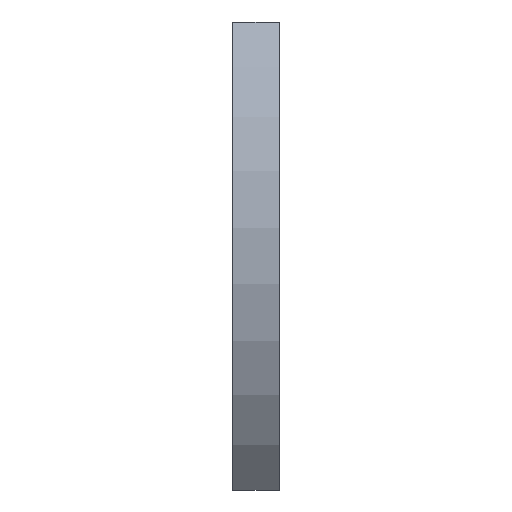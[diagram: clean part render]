
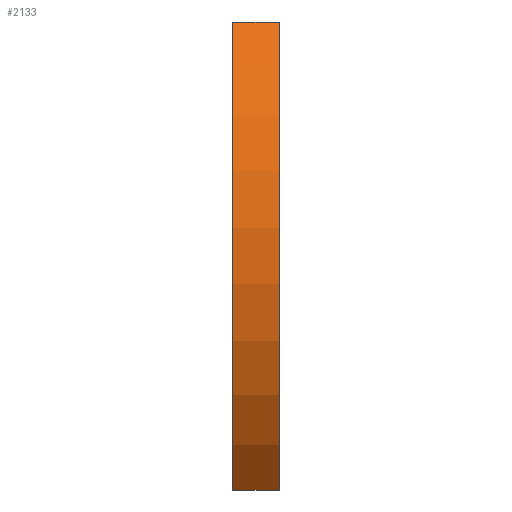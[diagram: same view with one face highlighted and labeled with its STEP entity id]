
A CAD part, left-side view. The second image highlights one B-rep face of the part: STEP entity #2133.
In plain terms, the highlighted cylindrical face has radius 59.363 mm (diameter 118.726 mm), a partial arc.
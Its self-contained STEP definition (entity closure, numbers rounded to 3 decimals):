
#9 = CARTESIAN_POINT ( 'NONE',  ( -0.637, 8., 0. ) ) ;
#105 = ORIENTED_EDGE ( 'NONE', *, *, #1460, .F. ) ;
#863 = VERTEX_POINT ( 'NONE', #4667 ) ;
#1084 = CARTESIAN_POINT ( 'NONE',  ( -0.637, 0., 0. ) ) ;
#1091 = CIRCLE ( 'NONE', #1271, 59.363 ) ;
#1205 = VERTEX_POINT ( 'NONE', #10215 ) ;
#1271 = AXIS2_PLACEMENT_3D ( 'NONE', #9, #5862, #6709 ) ;
#1460 = EDGE_CURVE ( 'NONE', #1205, #6479, #1091, .T. ) ;
#1733 = FACE_OUTER_BOUND ( 'NONE', #9245, .T. ) ;
#1846 = DIRECTION ( 'NONE',  ( 0., 1., 0. ) ) ;
#2133 = ADVANCED_FACE ( 'NONE', ( #1733 ), #8818, .T. ) ;
#2163 = CARTESIAN_POINT ( 'NONE',  ( -44.5, 0., 40. ) ) ;
#2240 = DIRECTION ( 'NONE',  ( 0., -1., 0. ) ) ;
#2449 = CARTESIAN_POINT ( 'NONE',  ( -44.5, 8., 40. ) ) ;
#2697 = LINE ( 'NONE', #9001, #5468 ) ;
#3464 = CARTESIAN_POINT ( 'NONE',  ( -44.5, 8., 40. ) ) ;
#3576 = DIRECTION ( 'NONE',  ( 0., 0., 1. ) ) ;
#3654 = ORIENTED_EDGE ( 'NONE', *, *, #9033, .T. ) ;
#3998 = DIRECTION ( 'NONE',  ( 0., -1., 0. ) ) ;
#4170 = DIRECTION ( 'NONE',  ( 0., -1., 0. ) ) ;
#4667 = CARTESIAN_POINT ( 'NONE',  ( -44.5, 0., -40. ) ) ;
#5468 = VECTOR ( 'NONE', #3998, 1000. ) ;
#5862 = DIRECTION ( 'NONE',  ( 0., 1., 0. ) ) ;
#5979 = VECTOR ( 'NONE', #4170, 1000. ) ;
#6268 = DIRECTION ( 'NONE',  ( 0., 0., -1. ) ) ;
#6479 = VERTEX_POINT ( 'NONE', #3464 ) ;
#6540 = EDGE_CURVE ( 'NONE', #863, #7483, #6672, .T. ) ;
#6672 = CIRCLE ( 'NONE', #8166, 59.363 ) ;
#6709 = DIRECTION ( 'NONE',  ( 0., 0., 1. ) ) ;
#7483 = VERTEX_POINT ( 'NONE', #2163 ) ;
#8065 = CARTESIAN_POINT ( 'NONE',  ( -0.637, 8., 0. ) ) ;
#8166 = AXIS2_PLACEMENT_3D ( 'NONE', #1084, #1846, #3576 ) ;
#8196 = LINE ( 'NONE', #2449, #5979 ) ;
#8818 = CYLINDRICAL_SURFACE ( 'NONE', #10128, 59.363 ) ;
#9001 = CARTESIAN_POINT ( 'NONE',  ( -44.5, 8., -40. ) ) ;
#9033 = EDGE_CURVE ( 'NONE', #1205, #863, #2697, .T. ) ;
#9245 = EDGE_LOOP ( 'NONE', ( #9525, #10240, #105, #3654 ) ) ;
#9525 = ORIENTED_EDGE ( 'NONE', *, *, #6540, .T. ) ;
#9963 = EDGE_CURVE ( 'NONE', #6479, #7483, #8196, .T. ) ;
#10128 = AXIS2_PLACEMENT_3D ( 'NONE', #8065, #2240, #6268 ) ;
#10215 = CARTESIAN_POINT ( 'NONE',  ( -44.5, 8., -40. ) ) ;
#10240 = ORIENTED_EDGE ( 'NONE', *, *, #9963, .F. ) ;
